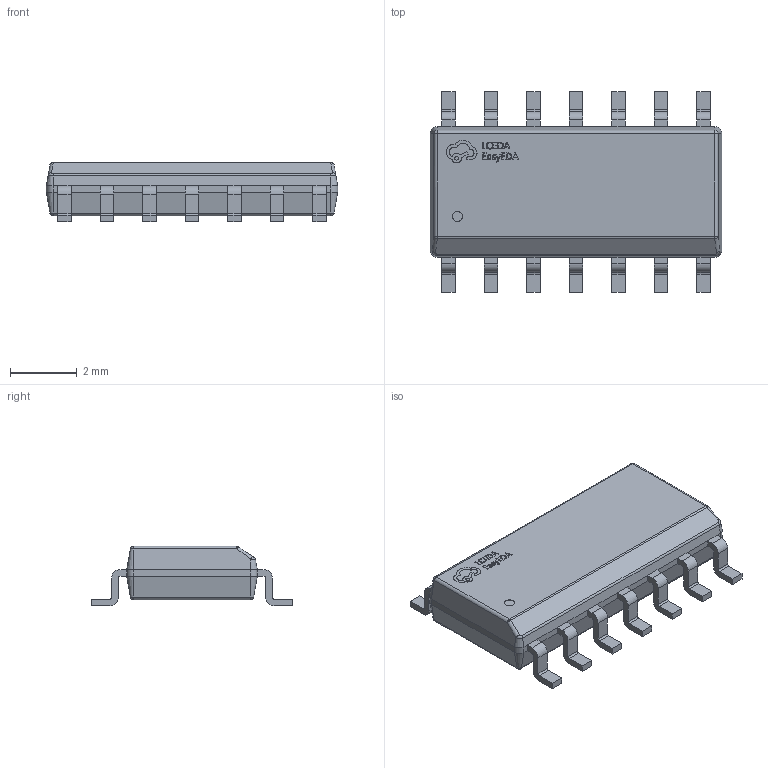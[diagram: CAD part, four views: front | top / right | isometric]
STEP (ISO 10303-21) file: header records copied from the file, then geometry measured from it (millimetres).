
FILE_DESCRIPTION (( 'STEP AP214' ), '1' );
FILE_NAME ('SOP-14_L8.7-W3.9-P1.27-LS6.0-BL.step', '2022-07-26T10:01:38', ( '' ), ( '' ), 'SwSTEP 2.0', 'SolidWorks 2020', '' );
FILE_SCHEMA (( 'AUTOMOTIVE_DESIGN' ));
Length unit declared in the file: millimetre
Products named in the file (1): SOP-14_L8.7-W3.9-P1.27-LS6.0-BL
Bounding box: 8.7 x 6 x 1.78 mm (x, y, z)
Volume: 53.3 mm3; surface area: 129.8 mm2
Topology: 14 solids, 14 shells, 537 faces, 1409 edges, 902 vertices
Faces by surface type: plane 334, bspline 120, cylinder 73, cone 8, sphere 2
Entity records: 23772 total; most frequent: CARTESIAN_POINT 5893, ORIENTED_EDGE 2806, DIRECTION 2123, EDGE_CURVE 1403, VECTOR 1019, LINE 1019, VERTEX_POINT 902, EDGE_LOOP 557
